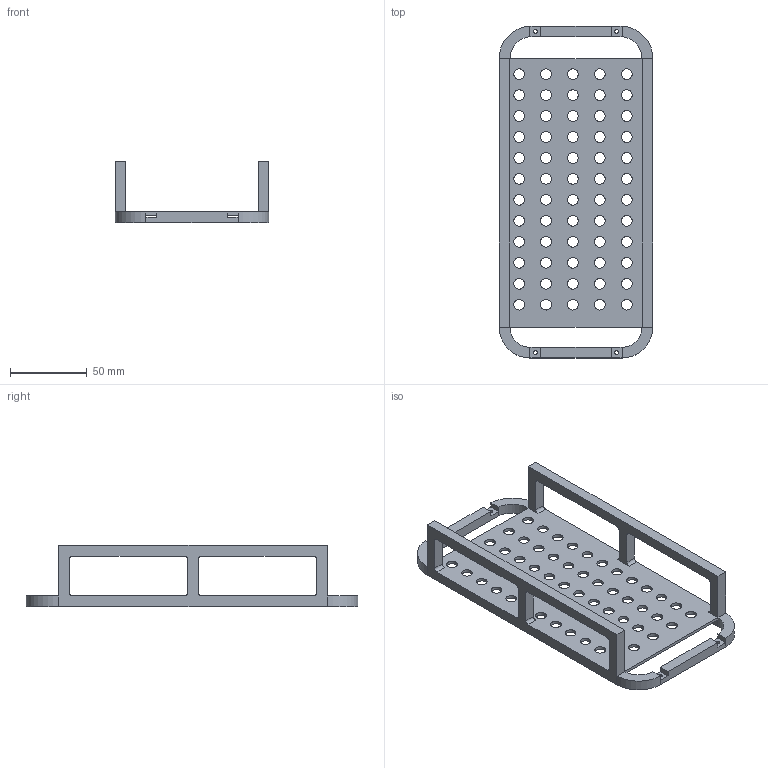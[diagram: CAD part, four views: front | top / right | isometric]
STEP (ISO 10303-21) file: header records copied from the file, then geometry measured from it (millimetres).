
FILE_DESCRIPTION(/* description */ (''),/* implementation_level */ '2;1');
FILE_NAME(/* name */ 'frame v2 v1.step',/* time_stamp */ '2025-05-14T16:26:37-07:00',/* author */ (''),/* organization */ (''),/* preprocessor_version */ 'ST-DEVELOPER v20.1',/* originating_system */ 'Autodesk Translation Framework v14.4.0.0',/* authorisation */ '');
FILE_SCHEMA (('AUTOMOTIVE_DESIGN { 1 0 10303 214 3 1 1 }'));
Length unit declared in the file: millimetre
Products named in the file (1): frame v2
Bounding box: 100 x 216 x 40 mm (x, y, z)
Volume: 77685.7 mm3; surface area: 57560.9 mm2
Topology: 1 solids, 1 shells, 139 faces, 404 edges, 260 vertices
Faces by surface type: cylinder 88, plane 51
Full cylindrical faces by diameter (mm): 2.5 x4, 7 x60
Entity records: 4943 total; most frequent: DIRECTION 860, ORIENTED_EDGE 808, CARTESIAN_POINT 804, EDGE_CURVE 404, AXIS2_PLACEMENT_3D 316, EDGE_LOOP 272, VERTEX_POINT 260, LINE 228
